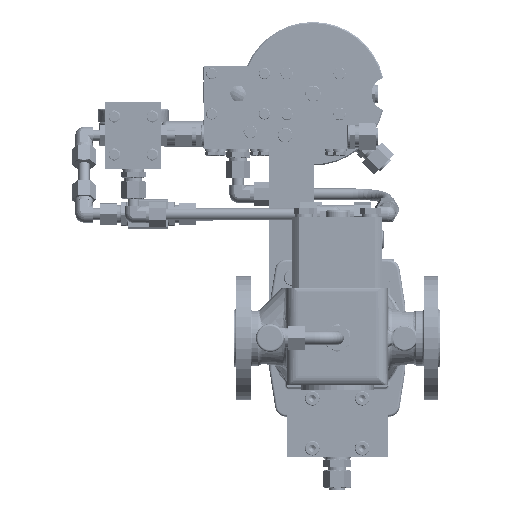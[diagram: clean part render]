
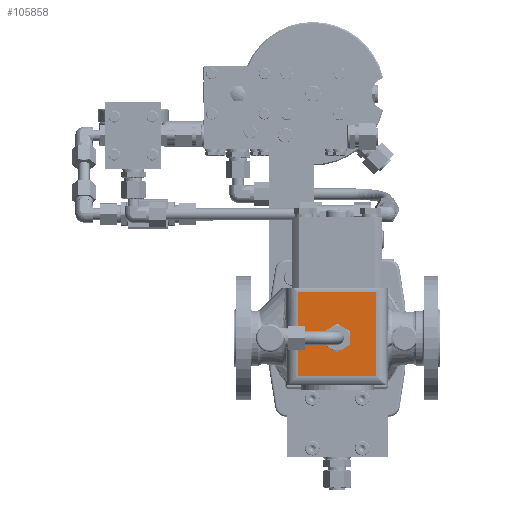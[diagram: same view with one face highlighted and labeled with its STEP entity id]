
A CAD part, front view. The second image highlights one B-rep face of the part: STEP entity #105858.
In plain terms, the highlighted planar face has unit normal (0, -1, 0).
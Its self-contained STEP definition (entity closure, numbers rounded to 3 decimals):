
#3498 = FACE_OUTER_BOUND ( 'NONE', #141687, .T. ) ;
#13667 = AXIS2_PLACEMENT_3D ( 'NONE', #30818, #176064, #64425 ) ;
#16868 = VERTEX_POINT ( 'NONE', #24032 ) ;
#19362 = EDGE_CURVE ( 'Defeature ausgef�hrt1_630+Defeature ausgef�hrt1_680+Defeature ausgef�hrt1_678+Defeature ausgef�hrt1_682', #16868, #66873, #120518, .T. ) ;
#24032 = CARTESIAN_POINT ( 'NONE',  ( 35., -45., 41. ) ) ;
#26217 = DIRECTION ( 'NONE',  ( 0., 0., 1. ) ) ;
#27240 = EDGE_CURVE ( 'Defeature ausgef�hrt1_630+Defeature ausgef�hrt1_678+Defeature ausgef�hrt1_458+Defeature ausgef�hrt1_680', #117442, #16868, #52634, .T. ) ;
#28080 = CARTESIAN_POINT ( 'NONE',  ( -35., -45., 0. ) ) ;
#28547 = ORIENTED_EDGE ( 'NONE', *, *, #104082, .F. ) ;
#29065 = CARTESIAN_POINT ( 'NONE',  ( 0., -45., 0. ) ) ;
#30818 = CARTESIAN_POINT ( 'NONE',  ( 0., -45., 0. ) ) ;
#36284 = ORIENTED_EDGE ( 'NONE', *, *, #65517, .T. ) ;
#37395 = CARTESIAN_POINT ( 'NONE',  ( 35., -45., 0. ) ) ;
#39717 = EDGE_CURVE ( 'Defeature ausgef�hrt1_630+Defeature ausgef�hrt1_458+Defeature ausgef�hrt1_682+Defeature ausgef�hrt1_678', #42798, #117442, #108526, .T. ) ;
#42426 = AXIS2_PLACEMENT_3D ( 'NONE', #120726, #47178, #177836 ) ;
#42798 = VERTEX_POINT ( 'NONE', #99177 ) ;
#44709 = CARTESIAN_POINT ( 'NONE',  ( 0., -45., -34. ) ) ;
#47178 = DIRECTION ( 'NONE',  ( 0., 1., 0. ) ) ;
#49851 = PLANE ( 'NONE',  #13667 ) ;
#51951 = DIRECTION ( 'NONE',  ( 0., 0., 1. ) ) ;
#52634 = LINE ( 'NONE', #37395, #159343 ) ;
#53343 = CARTESIAN_POINT ( 'NONE',  ( -45., -45., 41. ) ) ;
#55134 = EDGE_LOOP ( 'NONE', ( #86721, #36284 ) ) ;
#56175 = ORIENTED_EDGE ( 'NONE', *, *, #39717, .T. ) ;
#57944 = CARTESIAN_POINT ( 'NONE',  ( 35., -45., -34. ) ) ;
#64425 = DIRECTION ( 'NONE',  ( 0., 0., 1. ) ) ;
#65517 = EDGE_CURVE ( 'Defeature ausgef�hrt1_630+Defeature ausgef�hrt1_358+Defeature ausgef�hrt1_358+Defeature ausgef�hrt1_358', #155613, #157272, #164091, .T. ) ;
#66873 = VERTEX_POINT ( 'NONE', #172241 ) ;
#81917 = VECTOR ( 'NONE', #97727, 1000. ) ;
#86569 = DIRECTION ( 'NONE',  ( 1., 0., 0. ) ) ;
#86721 = ORIENTED_EDGE ( 'NONE', *, *, #116501, .T. ) ;
#88046 = DIRECTION ( 'NONE',  ( 0., 1., 0. ) ) ;
#90250 = CARTESIAN_POINT ( 'NONE',  ( 0., -45., 9. ) ) ;
#94372 = FACE_BOUND ( 'NONE', #55134, .T. ) ;
#94908 = VECTOR ( 'NONE', #86569, 1000. ) ;
#97727 = DIRECTION ( 'NONE',  ( -1., 0., 0. ) ) ;
#99177 = CARTESIAN_POINT ( 'NONE',  ( -35., -45., -34. ) ) ;
#104082 = EDGE_CURVE ( 'Defeature ausgef�hrt1_682+Defeature ausgef�hrt1_630+Defeature ausgef�hrt1_631+Defeature ausgef�hrt1_681', #42798, #66873, #153426, .T. ) ;
#105858 = ADVANCED_FACE ( 'Defeature ausgef�hrt1_630', ( #3498, #94372 ), #49851, .F. ) ;
#108526 = LINE ( 'NONE', #44709, #94908 ) ;
#116501 = EDGE_CURVE ( 'Defeature ausgef�hrt1_630+Defeature ausgef�hrt1_358+Defeature ausgef�hrt1_358+Defeature ausgef�hrt1_358', #157272, #155613, #142710, .T. ) ;
#117224 = DIRECTION ( 'NONE',  ( 0., 0., 1. ) ) ;
#117442 = VERTEX_POINT ( 'NONE', #57944 ) ;
#120518 = LINE ( 'NONE', #53343, #81917 ) ;
#120726 = CARTESIAN_POINT ( 'NONE',  ( 0., -45., 0. ) ) ;
#128370 = VECTOR ( 'NONE', #26217, 1000. ) ;
#141687 = EDGE_LOOP ( 'NONE', ( #170850, #28547, #56175, #148196 ) ) ;
#142710 = CIRCLE ( 'NONE', #42426, 9. ) ;
#144220 = CARTESIAN_POINT ( 'NONE',  ( 0., -45., -9. ) ) ;
#148196 = ORIENTED_EDGE ( 'NONE', *, *, #27240, .T. ) ;
#153426 = LINE ( 'NONE', #28080, #128370 ) ;
#155613 = VERTEX_POINT ( 'NONE', #90250 ) ;
#157272 = VERTEX_POINT ( 'NONE', #144220 ) ;
#159343 = VECTOR ( 'NONE', #51951, 1000. ) ;
#164091 = CIRCLE ( 'NONE', #173422, 9. ) ;
#170850 = ORIENTED_EDGE ( 'NONE', *, *, #19362, .T. ) ;
#172241 = CARTESIAN_POINT ( 'NONE',  ( -35., -45., 41. ) ) ;
#173422 = AXIS2_PLACEMENT_3D ( 'NONE', #29065, #88046, #117224 ) ;
#176064 = DIRECTION ( 'NONE',  ( 0., 1., 0. ) ) ;
#177836 = DIRECTION ( 'NONE',  ( 0., 0., 1. ) ) ;
